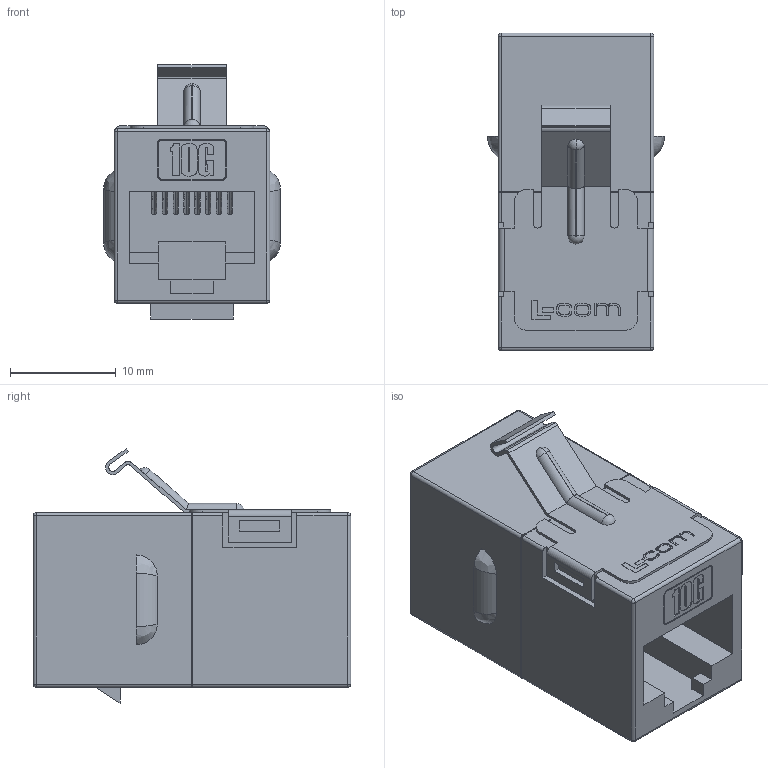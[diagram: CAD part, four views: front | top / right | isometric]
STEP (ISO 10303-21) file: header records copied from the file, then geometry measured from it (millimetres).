
FILE_DESCRIPTION (( 'STEP AP203' ), '1' );
FILE_NAME ('TDG1026KS-C6A.STEP', '2013-06-19T15:35:53', ( 'x' ), ( '' ), 'SwSTEP 2.0', 'SolidWorks 2012', '' );
FILE_SCHEMA (( 'CONFIG_CONTROL_DESIGN' ));
Length unit declared in the file: millimetre
Products named in the file (1): TDG1026KS-C6A
Bounding box: 16.7 x 30 x 24.02 mm (x, y, z)
Volume: 5386 mm3; surface area: 3703.8 mm2
Topology: 1 solids, 1 shells, 401 faces, 1106 edges, 716 vertices
Faces by surface type: plane 242, bspline 94, cylinder 54, sphere 8, torus 3
Entity records: 14988 total; most frequent: CARTESIAN_POINT 5176, ORIENTED_EDGE 2188, DIRECTION 1707, EDGE_CURVE 1094, VECTOR 789, LINE 789, VERTEX_POINT 716, EDGE_LOOP 460
